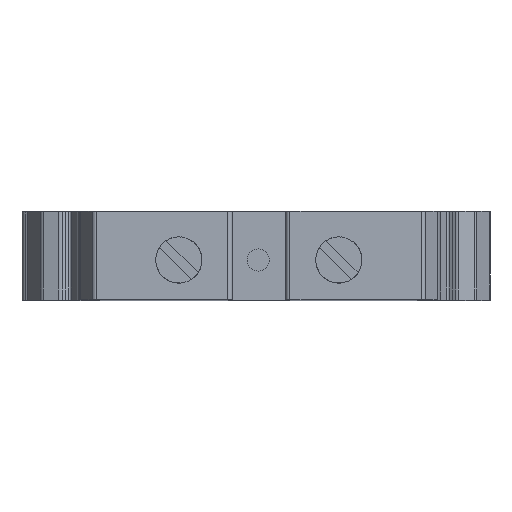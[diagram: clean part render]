
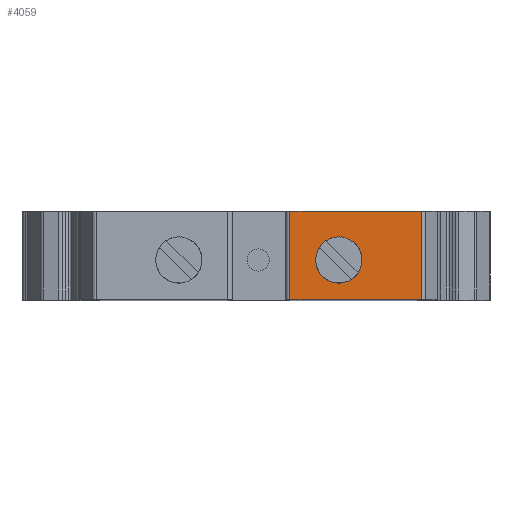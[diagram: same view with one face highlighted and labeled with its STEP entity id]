
A CAD part, top view. The second image highlights one B-rep face of the part: STEP entity #4059.
In plain terms, the highlighted planar face has unit normal (0, 0, 1).
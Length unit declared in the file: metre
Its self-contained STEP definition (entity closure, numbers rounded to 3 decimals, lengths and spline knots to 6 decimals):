
#100=FACE_BOUND('',#460,.T.);
#252=FACE_OUTER_BOUND('',#459,.T.);
#459=EDGE_LOOP('',(#3339,#3340,#3341,#3342));
#460=EDGE_LOOP('',(#3343));
#617=LINE('',#5970,#1020);
#655=LINE('',#6125,#1058);
#845=LINE('',#6618,#1248);
#846=LINE('',#6620,#1249);
#1020=VECTOR('',#4744,0.014811);
#1058=VECTOR('',#4866,0.014811);
#1248=VECTOR('',#5438,0.01);
#1249=VECTOR('',#5441,0.01);
#1488=CIRCLE('',#4429,0.0026);
#1645=VERTEX_POINT('',#5967);
#1646=VERTEX_POINT('',#5969);
#1720=VERTEX_POINT('',#6122);
#1721=VERTEX_POINT('',#6124);
#1834=VERTEX_POINT('',#6621);
#2028=EDGE_CURVE('',#1646,#1645,#617,.T.);
#2107=EDGE_CURVE('',#1720,#1721,#655,.T.);
#2355=EDGE_CURVE('',#1720,#1646,#845,.T.);
#2356=EDGE_CURVE('',#1721,#1645,#846,.T.);
#2357=EDGE_CURVE('',#1834,#1834,#1488,.T.);
#3339=ORIENTED_EDGE('',*,*,#2028,.T.);
#3340=ORIENTED_EDGE('',*,*,#2356,.F.);
#3341=ORIENTED_EDGE('',*,*,#2107,.F.);
#3342=ORIENTED_EDGE('',*,*,#2355,.T.);
#3343=ORIENTED_EDGE('',*,*,#2357,.T.);
#3662=PLANE('',#4428);
#4059=ADVANCED_FACE('',(#252,#100),#3662,.F.);
#4428=AXIS2_PLACEMENT_3D('',#6619,#5439,#5440);
#4429=AXIS2_PLACEMENT_3D('',#6622,#5442,#5443);
#4744=DIRECTION('',(1.,0.,0.));
#4866=DIRECTION('',(1.,0.,0.));
#5438=DIRECTION('',(0.,-1.,0.));
#5439=DIRECTION('center_axis',(0.,0.,-1.));
#5440=DIRECTION('ref_axis',(-1.,0.,0.));
#5441=DIRECTION('',(0.,-1.,0.));
#5442=DIRECTION('center_axis',(0.,0.,-1.));
#5443=DIRECTION('ref_axis',(-1.,0.,0.));
#5967=CARTESIAN_POINT('',(0.000961,0.,0.055549));
#5969=CARTESIAN_POINT('',(-0.01385,0.,0.055549));
#5970=CARTESIAN_POINT('',(-0.01385,0.,0.055549));
#6122=CARTESIAN_POINT('',(-0.01385,0.01,0.055549));
#6124=CARTESIAN_POINT('',(0.000961,0.01,0.055549));
#6125=CARTESIAN_POINT('',(-0.01385,0.01,0.055549));
#6618=CARTESIAN_POINT('',(-0.01385,0.01,0.055549));
#6619=CARTESIAN_POINT('Origin',(0.000961,0.01,0.055549));
#6620=CARTESIAN_POINT('',(0.000961,0.01,0.055549));
#6621=CARTESIAN_POINT('',(-0.01095,0.0045,0.055549));
#6622=CARTESIAN_POINT('Origin',(-0.00835,0.0045,
0.055549));
